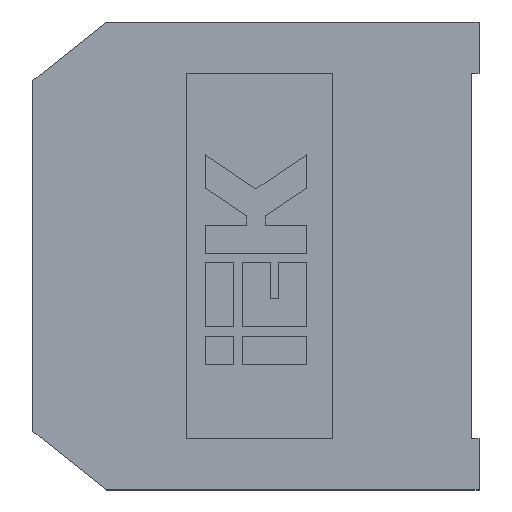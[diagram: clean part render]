
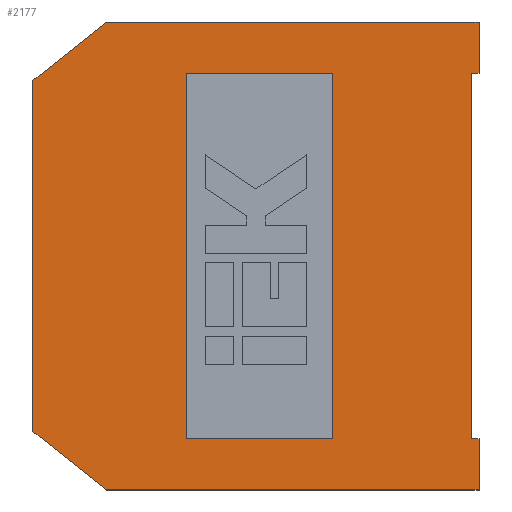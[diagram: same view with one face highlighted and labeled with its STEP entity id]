
A CAD part, top view. The second image highlights one B-rep face of the part: STEP entity #2177.
In plain terms, the highlighted planar face has unit normal (0, 0, 1).
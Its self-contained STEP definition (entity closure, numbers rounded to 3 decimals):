
#10 = CARTESIAN_POINT ( 'NONE',  ( 30.5, 16., 2. ) ) ;
#44 = LINE ( 'NONE', #447, #1025 ) ;
#73 = LINE ( 'NONE', #145, #1601 ) ;
#145 = CARTESIAN_POINT ( 'NONE',  ( 0., 12., 2. ) ) ;
#220 = DIRECTION ( 'NONE',  ( 0., -1., 0. ) ) ;
#226 = LINE ( 'NONE', #1819, #746 ) ;
#228 = CARTESIAN_POINT ( 'NONE',  ( 5., -16., 2. ) ) ;
#239 = DIRECTION ( 'NONE',  ( 0.781, -0.625, 0. ) ) ;
#246 = EDGE_CURVE ( 'NONE', #343, #257, #2028, .T. ) ;
#249 = CARTESIAN_POINT ( 'NONE',  ( 30., -12.5, 2. ) ) ;
#254 = CARTESIAN_POINT ( 'NONE',  ( 0., -12., 2. ) ) ;
#257 = VERTEX_POINT ( 'NONE', #228 ) ;
#272 = EDGE_CURVE ( 'NONE', #598, #2308, #2490, .T. ) ;
#343 = VERTEX_POINT ( 'NONE', #2442 ) ;
#379 = VERTEX_POINT ( 'NONE', #2324 ) ;
#396 = CARTESIAN_POINT ( 'NONE',  ( 0., -16., 2. ) ) ;
#447 = CARTESIAN_POINT ( 'NONE',  ( 20.5, 12.5, 2. ) ) ;
#528 = VECTOR ( 'NONE', #1012, 1000. ) ;
#548 = VECTOR ( 'NONE', #1903, 1000. ) ;
#598 = VERTEX_POINT ( 'NONE', #2468 ) ;
#615 = CARTESIAN_POINT ( 'NONE',  ( 30.5, -12.5, 2. ) ) ;
#695 = EDGE_CURVE ( 'NONE', #2308, #741, #993, .T. ) ;
#724 = CARTESIAN_POINT ( 'NONE',  ( 30.5, 16., 2. ) ) ;
#731 = DIRECTION ( 'NONE',  ( 1., 0., 0. ) ) ;
#741 = VERTEX_POINT ( 'NONE', #2162 ) ;
#746 = VECTOR ( 'NONE', #220, 1000. ) ;
#790 = DIRECTION ( 'NONE',  ( 0., 0., 1. ) ) ;
#804 = FACE_BOUND ( 'NONE', #1393, .T. ) ;
#811 = CARTESIAN_POINT ( 'NONE',  ( 20.5, -12.5, 2. ) ) ;
#828 = DIRECTION ( 'NONE',  ( -1., 0., 0. ) ) ;
#831 = VERTEX_POINT ( 'NONE', #1327 ) ;
#832 = DIRECTION ( 'NONE',  ( -1., 0., 0. ) ) ;
#859 = FACE_OUTER_BOUND ( 'NONE', #2169, .T. ) ;
#911 = CARTESIAN_POINT ( 'NONE',  ( 30., 12.5, 2. ) ) ;
#912 = CARTESIAN_POINT ( 'NONE',  ( 30.5, 12.5, 2. ) ) ;
#924 = DIRECTION ( 'NONE',  ( -0.781, -0.625, 0. ) ) ;
#953 = VERTEX_POINT ( 'NONE', #10 ) ;
#993 = LINE ( 'NONE', #911, #528 ) ;
#1012 = DIRECTION ( 'NONE',  ( 0., 1., 0. ) ) ;
#1022 = VECTOR ( 'NONE', #828, 1000. ) ;
#1025 = VECTOR ( 'NONE', #1654, 1000. ) ;
#1042 = VERTEX_POINT ( 'NONE', #2352 ) ;
#1079 = LINE ( 'NONE', #1504, #548 ) ;
#1116 = VERTEX_POINT ( 'NONE', #2408 ) ;
#1123 = VERTEX_POINT ( 'NONE', #2348 ) ;
#1166 = EDGE_CURVE ( 'NONE', #741, #831, #1448, .T. ) ;
#1187 = ORIENTED_EDGE ( 'NONE', *, *, #2243, .F. ) ;
#1191 = VERTEX_POINT ( 'NONE', #1630 ) ;
#1198 = DIRECTION ( 'NONE',  ( 0., -1., 0. ) ) ;
#1199 = VECTOR ( 'NONE', #1735, 1000. ) ;
#1282 = ORIENTED_EDGE ( 'NONE', *, *, #2349, .F. ) ;
#1283 = VERTEX_POINT ( 'NONE', #1899 ) ;
#1327 = CARTESIAN_POINT ( 'NONE',  ( 30.5, 12.5, 2. ) ) ;
#1349 = ORIENTED_EDGE ( 'NONE', *, *, #2383, .F. ) ;
#1357 = VERTEX_POINT ( 'NONE', #811 ) ;
#1360 = VECTOR ( 'NONE', #1198, 1000. ) ;
#1393 = EDGE_LOOP ( 'NONE', ( #1187, #1282, #1349, #1409 ) ) ;
#1409 = ORIENTED_EDGE ( 'NONE', *, *, #2430, .F. ) ;
#1439 = ORIENTED_EDGE ( 'NONE', *, *, #2155, .T. ) ;
#1448 = LINE ( 'NONE', #912, #2453 ) ;
#1453 = EDGE_CURVE ( 'NONE', #257, #379, #1079, .T. ) ;
#1487 = VECTOR ( 'NONE', #239, 1000. ) ;
#1504 = CARTESIAN_POINT ( 'NONE',  ( 5., -16., 2. ) ) ;
#1535 = ORIENTED_EDGE ( 'NONE', *, *, #246, .T. ) ;
#1537 = EDGE_CURVE ( 'NONE', #831, #953, #1736, .T. ) ;
#1564 = ORIENTED_EDGE ( 'NONE', *, *, #1453, .T. ) ;
#1573 = VECTOR ( 'NONE', #2244, 1000. ) ;
#1579 = VECTOR ( 'NONE', #832, 1000. ) ;
#1592 = ORIENTED_EDGE ( 'NONE', *, *, #2315, .T. ) ;
#1601 = VECTOR ( 'NONE', #924, 1000. ) ;
#1630 = CARTESIAN_POINT ( 'NONE',  ( 0., 12., 2. ) ) ;
#1644 = CARTESIAN_POINT ( 'NONE',  ( 10.5, 12.5, 2. ) ) ;
#1654 = DIRECTION ( 'NONE',  ( 0., 1., 0. ) ) ;
#1659 = ORIENTED_EDGE ( 'NONE', *, *, #272, .T. ) ;
#1672 = CARTESIAN_POINT ( 'NONE',  ( 10.5, -12.5, 2. ) ) ;
#1697 = LINE ( 'NONE', #615, #1573 ) ;
#1735 = DIRECTION ( 'NONE',  ( 0., 1., 0. ) ) ;
#1736 = LINE ( 'NONE', #724, #1199 ) ;
#1755 = ORIENTED_EDGE ( 'NONE', *, *, #695, .T. ) ;
#1806 = EDGE_CURVE ( 'NONE', #953, #1116, #2043, .T. ) ;
#1814 = ORIENTED_EDGE ( 'NONE', *, *, #1166, .T. ) ;
#1819 = CARTESIAN_POINT ( 'NONE',  ( 10.5, 12.5, 2. ) ) ;
#1868 = DIRECTION ( 'NONE',  ( 1., 0., 0. ) ) ;
#1899 = CARTESIAN_POINT ( 'NONE',  ( 20.5, 12.5, 2. ) ) ;
#1903 = DIRECTION ( 'NONE',  ( 1., 0., 0. ) ) ;
#1943 = ORIENTED_EDGE ( 'NONE', *, *, #1537, .T. ) ;
#1969 = VECTOR ( 'NONE', #2503, 1000. ) ;
#1975 = ORIENTED_EDGE ( 'NONE', *, *, #1806, .T. ) ;
#2007 = PLANE ( 'NONE',  #2302 ) ;
#2024 = EDGE_CURVE ( 'NONE', #1116, #1191, #73, .T. ) ;
#2028 = LINE ( 'NONE', #254, #1487 ) ;
#2032 = ORIENTED_EDGE ( 'NONE', *, *, #2024, .T. ) ;
#2043 = LINE ( 'NONE', #2046, #1022 ) ;
#2046 = CARTESIAN_POINT ( 'NONE',  ( 5., 16., 2. ) ) ;
#2107 = LINE ( 'NONE', #1644, #1579 ) ;
#2155 = EDGE_CURVE ( 'NONE', #1191, #343, #2479, .T. ) ;
#2162 = CARTESIAN_POINT ( 'NONE',  ( 30., 12.5, 2. ) ) ;
#2169 = EDGE_LOOP ( 'NONE', ( #1439, #1535, #1564, #1592, #1659, #1755, #1814, #1943, #1975, #2032 ) ) ;
#2177 = ADVANCED_FACE ( 'NONE', ( #804, #859 ), #2007, .T. ) ;
#2200 = CARTESIAN_POINT ( 'NONE',  ( 0., 0., 2. ) ) ;
#2212 = DIRECTION ( 'NONE',  ( 1., 0., 0. ) ) ;
#2236 = CARTESIAN_POINT ( 'NONE',  ( 30., -12.5, 2. ) ) ;
#2243 = EDGE_CURVE ( 'NONE', #1123, #1042, #226, .T. ) ;
#2244 = DIRECTION ( 'NONE',  ( 0., 1., 0. ) ) ;
#2302 = AXIS2_PLACEMENT_3D ( 'NONE', #396, #790, #2212 ) ;
#2308 = VERTEX_POINT ( 'NONE', #2236 ) ;
#2315 = EDGE_CURVE ( 'NONE', #379, #598, #1697, .T. ) ;
#2324 = CARTESIAN_POINT ( 'NONE',  ( 30.5, -16., 2. ) ) ;
#2348 = CARTESIAN_POINT ( 'NONE',  ( 10.5, 12.5, 2. ) ) ;
#2349 = EDGE_CURVE ( 'NONE', #1283, #1123, #2107, .T. ) ;
#2352 = CARTESIAN_POINT ( 'NONE',  ( 10.5, -12.5, 2. ) ) ;
#2383 = EDGE_CURVE ( 'NONE', #1357, #1283, #44, .T. ) ;
#2408 = CARTESIAN_POINT ( 'NONE',  ( 5., 16., 2. ) ) ;
#2430 = EDGE_CURVE ( 'NONE', #1042, #1357, #2520, .T. ) ;
#2442 = CARTESIAN_POINT ( 'NONE',  ( 0., -12., 2. ) ) ;
#2453 = VECTOR ( 'NONE', #731, 1000. ) ;
#2457 = VECTOR ( 'NONE', #1868, 1000. ) ;
#2468 = CARTESIAN_POINT ( 'NONE',  ( 30.5, -12.5, 2. ) ) ;
#2479 = LINE ( 'NONE', #2200, #1360 ) ;
#2490 = LINE ( 'NONE', #249, #1969 ) ;
#2503 = DIRECTION ( 'NONE',  ( -1., 0., 0. ) ) ;
#2520 = LINE ( 'NONE', #1672, #2457 ) ;
